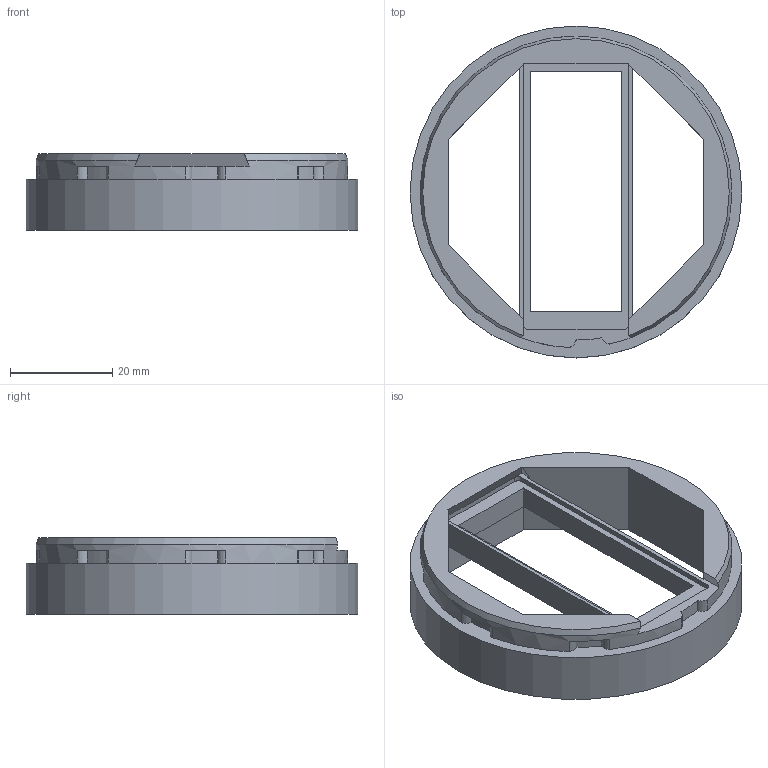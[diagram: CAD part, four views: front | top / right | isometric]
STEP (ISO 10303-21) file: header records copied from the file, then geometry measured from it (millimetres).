
FILE_DESCRIPTION(/* description */ (''),/* implementation_level */ '2;1');
FILE_NAME(/* name */ 'Opola_B v2.step',/* time_stamp */ '2024-01-24T14:47:53-05:00',/* author */ (''),/* organization */ (''),/* preprocessor_version */ 'ST-DEVELOPER v20',/* originating_system */ 'Autodesk Translation Framework v12.14.0.127',/* authorisation */ '');
FILE_SCHEMA (('AUTOMOTIVE_DESIGN { 1 0 10303 214 3 1 1 }'));
Length unit declared in the file: millimetre
Products named in the file (1): Opola_B
Bounding box: 65 x 65 x 15 mm (x, y, z)
Volume: 17340.9 mm3; surface area: 9540 mm2
Topology: 1 solids, 1 shells, 71 faces, 211 edges, 140 vertices
Faces by surface type: plane 40, cylinder 30, cone 1
Full cylindrical faces by diameter (mm): 65 x1
Entity records: 2451 total; most frequent: DIRECTION 432, CARTESIAN_POINT 427, ORIENTED_EDGE 422, EDGE_CURVE 211, AXIS2_PLACEMENT_3D 151, VERTEX_POINT 140, LINE 130, VECTOR 130
